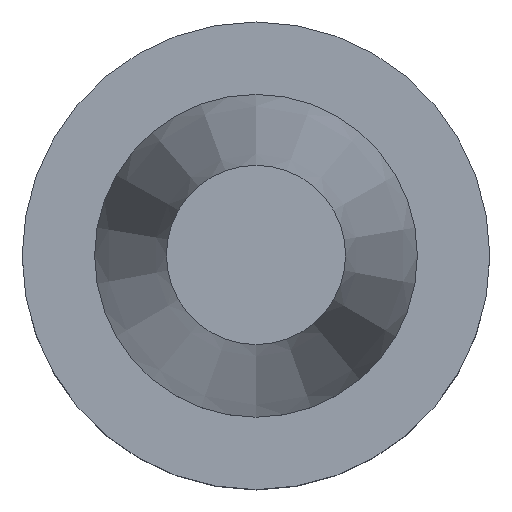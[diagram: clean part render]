
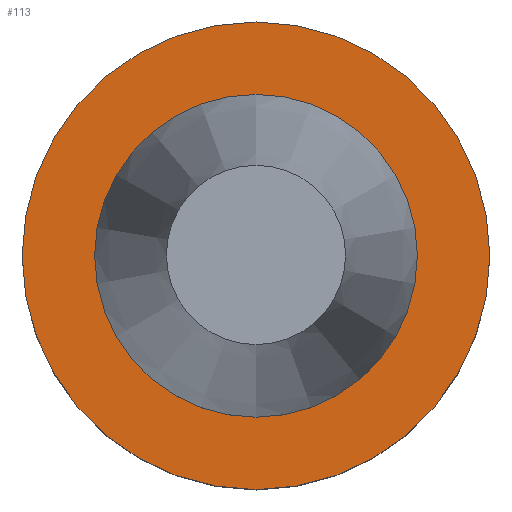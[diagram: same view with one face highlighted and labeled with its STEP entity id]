
A CAD part, top view. The second image highlights one B-rep face of the part: STEP entity #113.
In plain terms, the highlighted planar face has unit normal (0, 0, 1).
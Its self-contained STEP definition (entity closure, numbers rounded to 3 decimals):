
#75=EDGE_CURVE('Unnamed[1]',#183,#183,#184,.T.);
#107=EDGE_CURVE('Unnamed[1]',#232,#232,#233,.T.);
#113=ADVANCED_FACE('Unnamed[1]',(#241,#242),#243,.T.);
#183=VERTEX_POINT('',#323);
#184=CIRCLE('',#324,23.0);
#232=VERTEX_POINT('',#384);
#233=CIRCLE('',#385,15.875);
#241=FACE_OUTER_BOUND('',#395,.T.);
#242=FACE_BOUND('',#396,.T.);
#243=PLANE('',#397);
#323=CARTESIAN_POINT('',(0.,23.0,-1.));
#324=AXIS2_PLACEMENT_3D('',#477,#478,#479);
#384=CARTESIAN_POINT('',(0.,15.875,-1.));
#385=AXIS2_PLACEMENT_3D('',#529,#530,#531);
#395=EDGE_LOOP('',(#539));
#396=EDGE_LOOP('',(#540));
#397=AXIS2_PLACEMENT_3D('',#541,#542,#543);
#477=CARTESIAN_POINT('',(0.,0.,-1.0));
#478=DIRECTION('',(0.,0.,-1.0));
#479=DIRECTION('',(0.,1.0,0.));
#529=CARTESIAN_POINT('',(0.,0.,-1.0));
#530=DIRECTION('',(0.,0.,-1.0));
#531=DIRECTION('',(0.,1.0,0.));
#539=ORIENTED_EDGE('',*,*,#75,.F.);
#540=ORIENTED_EDGE('',*,*,#107,.T.);
#541=CARTESIAN_POINT('',(0.,19.438,-1.));
#542=DIRECTION('',(0.,0.,1.0));
#543=DIRECTION('',(0.,-1.0,0.));
